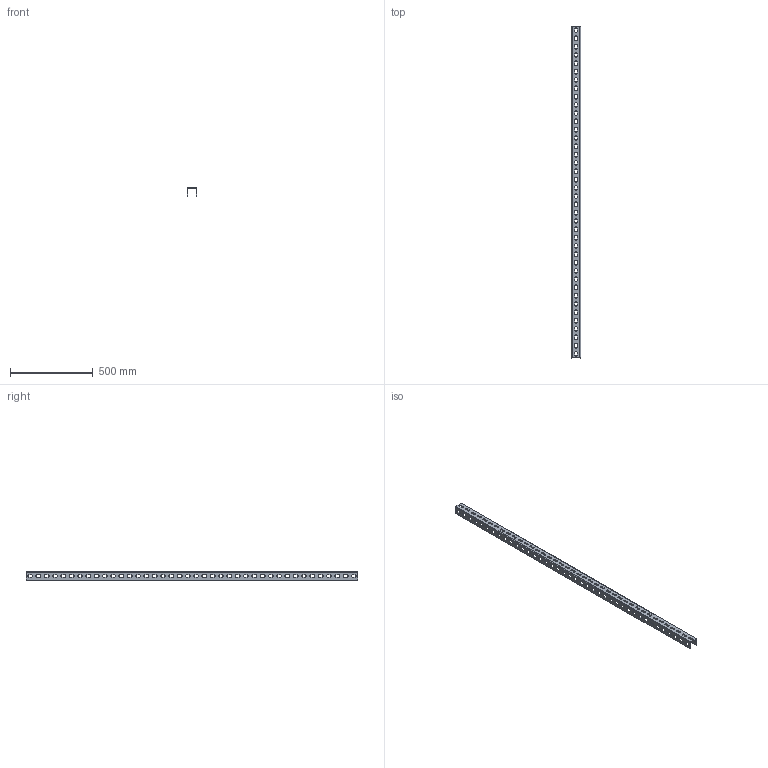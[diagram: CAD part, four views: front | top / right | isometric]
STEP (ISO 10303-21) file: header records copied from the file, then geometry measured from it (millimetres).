
FILE_DESCRIPTION((''),'2;1');
FILE_NAME('612120_PRT','2018-12-05T12:15:51',('tomasz.grudniewski'),(''),'CREO PARAMETRIC BY PTC INC, 2018260','CREO PARAMETRIC BY PTC INC, 2018260','');
FILE_SCHEMA(('CONFIG_CONTROL_DESIGN'));
Length unit declared in the file: millimetre
Products named in the file (1): 612120_PRT
Bounding box: 55 x 2000 x 50 mm (x, y, z)
Volume: 508803.4 mm3; surface area: 535358.8 mm2
Topology: 1 solids, 1 shells, 502 faces, 1484 edges, 984 vertices
Faces by surface type: plane 258, cylinder 244
Entity records: 17386 total; most frequent: DIRECTION 2976, CARTESIAN_POINT 2970, ORIENTED_EDGE 2968, EDGE_CURVE 1484, VECTOR 996, LINE 996, AXIS2_PLACEMENT_3D 990, VERTEX_POINT 984
